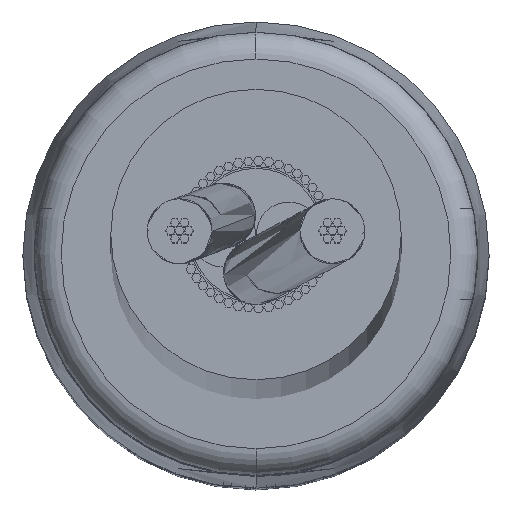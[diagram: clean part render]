
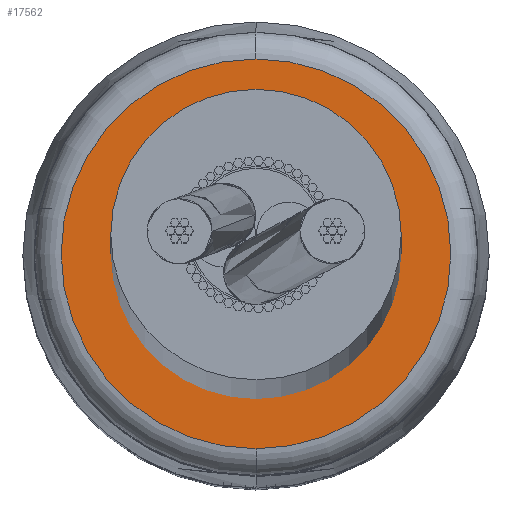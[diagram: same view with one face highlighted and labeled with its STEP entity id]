
A CAD part, top view. The second image highlights one B-rep face of the part: STEP entity #17562.
In plain terms, the highlighted face is planar.
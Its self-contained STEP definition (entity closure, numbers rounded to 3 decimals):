
#693 = CARTESIAN_POINT ( 'NONE',  ( 0., -9.4, 0. ) ) ;
#1637 = CARTESIAN_POINT ( 'NONE',  ( 0., -9.4, 0. ) ) ;
#1779 = PLANE ( 'NONE',  #9252 ) ;
#2639 = CARTESIAN_POINT ( 'NONE',  ( 0., -9.4, -2.55 ) ) ;
#3328 = CARTESIAN_POINT ( 'NONE',  ( 0., -9.4, 0. ) ) ;
#3372 = ORIENTED_EDGE ( 'NONE', *, *, #6362, .T. ) ;
#3579 = DIRECTION ( 'NONE',  ( 0., 0., 1. ) ) ;
#4269 = CIRCLE ( 'NONE', #13092, 2.55 ) ;
#4655 = DIRECTION ( 'NONE',  ( 0., 1., 0. ) ) ;
#4790 = DIRECTION ( 'NONE',  ( 0., -1., 0. ) ) ;
#5590 = CIRCLE ( 'NONE', #15947, 2.55 ) ;
#6362 = EDGE_CURVE ( 'NONE', #9641, #12838, #4269, .T. ) ;
#7373 = DIRECTION ( 'NONE',  ( 0., 0., 1. ) ) ;
#9252 = AXIS2_PLACEMENT_3D ( 'NONE', #3328, #4655, #17311 ) ;
#9641 = VERTEX_POINT ( 'NONE', #2639 ) ;
#10929 = EDGE_LOOP ( 'NONE', ( #13387, #3372 ) ) ;
#11604 = DIRECTION ( 'NONE',  ( 0., -1., 0. ) ) ;
#12689 = CARTESIAN_POINT ( 'NONE',  ( 0., -9.4, 2.55 ) ) ;
#12838 = VERTEX_POINT ( 'NONE', #12689 ) ;
#13092 = AXIS2_PLACEMENT_3D ( 'NONE', #693, #4790, #3579 ) ;
#13387 = ORIENTED_EDGE ( 'NONE', *, *, #18144, .T. ) ;
#15947 = AXIS2_PLACEMENT_3D ( 'NONE', #1637, #11604, #7373 ) ;
#16258 = FACE_OUTER_BOUND ( 'NONE', #10929, .T. ) ;
#17311 = DIRECTION ( 'NONE',  ( 0., 0., 1. ) ) ;
#17562 = ADVANCED_FACE ( 'NONE', ( #16258 ), #1779, .F. ) ;
#18144 = EDGE_CURVE ( 'NONE', #12838, #9641, #5590, .T. ) ;
